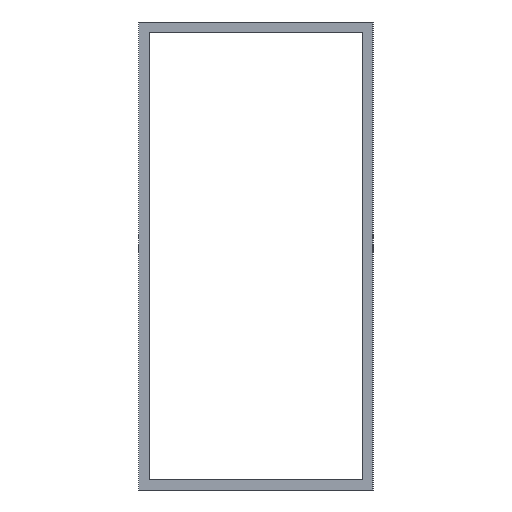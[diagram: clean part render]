
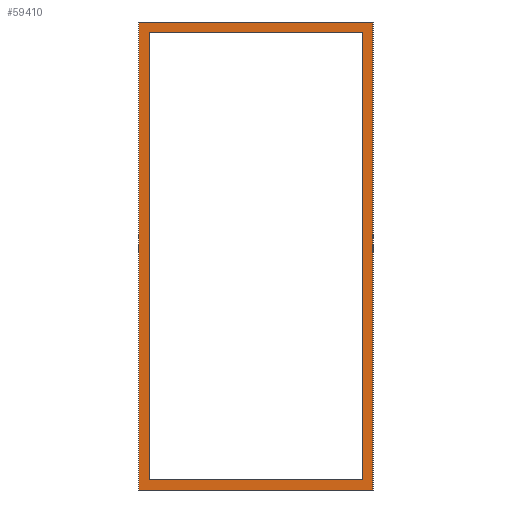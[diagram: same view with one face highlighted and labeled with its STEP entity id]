
A CAD part, left-side view. The second image highlights one B-rep face of the part: STEP entity #59410.
In plain terms, the highlighted planar face has unit normal (-1, 0, 0).
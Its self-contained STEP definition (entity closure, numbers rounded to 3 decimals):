
#28860=CARTESIAN_POINT('',(-12.5,-12.5,0.));
#28870=DIRECTION('',(0.,1.,0.));
#28880=VECTOR('',#28870,1.);
#28890=LINE('',#28860,#28880);
#28900=CARTESIAN_POINT('',(-12.5,-15.,0.));
#28910=VERTEX_POINT('',#28900);
#28920=CARTESIAN_POINT('',(-12.5,15.,0.));
#28930=VERTEX_POINT('',#28920);
#28940=EDGE_CURVE('',#28910,#28930,#28890,.T.);
#58190=CARTESIAN_POINT('',(-12.5,-13.7,1.3));
#58200=VERTEX_POINT('',#58190);
#58230=CARTESIAN_POINT('',(-12.5,-12.5,1.3));
#58240=DIRECTION('',(0.,1.,0.));
#58250=VECTOR('',#58240,1.);
#58260=LINE('',#58230,#58250);
#58270=CARTESIAN_POINT('',(-12.5,13.7,1.3));
#58280=VERTEX_POINT('',#58270);
#58290=EDGE_CURVE('',#58200,#58280,#58260,.T.);
#58720=CARTESIAN_POINT('',(-12.5,-13.7,58.7));
#58730=VERTEX_POINT('',#58720);
#58760=CARTESIAN_POINT('',(-12.5,-13.7,0.));
#58770=DIRECTION('',(0.,0.,1.));
#58780=VECTOR('',#58770,1.);
#58790=LINE('',#58760,#58780);
#58800=EDGE_CURVE('',#58200,#58730,#58790,.T.);
#58930=CARTESIAN_POINT('',(-12.5,-12.5,0.));
#58940=DIRECTION('',(-1.,0.,0.));
#58950=DIRECTION('',(0.,1.,0.));
#58960=AXIS2_PLACEMENT_3D('',#58930,#58940,#58950);
#58970=PLANE('',#58960);
#58980=CARTESIAN_POINT('',(-12.5,13.7,0.));
#58990=DIRECTION('',(0.,0.,1.));
#59000=VECTOR('',#58990,1.);
#59010=LINE('',#58980,#59000);
#59020=CARTESIAN_POINT('',(-12.5,13.7,58.7));
#59030=VERTEX_POINT('',#59020);
#59040=EDGE_CURVE('',#58280,#59030,#59010,.T.);
#59050=ORIENTED_EDGE('',*,*,#59040,.T.);
#59060=ORIENTED_EDGE('',*,*,#58290,.T.);
#59070=ORIENTED_EDGE('',*,*,#58800,.F.);
#59080=CARTESIAN_POINT('',(-12.5,-12.5,58.7));
#59090=DIRECTION('',(0.,1.,0.));
#59100=VECTOR('',#59090,1.);
#59110=LINE('',#59080,#59100);
#59120=EDGE_CURVE('',#58730,#59030,#59110,.T.);
#59130=ORIENTED_EDGE('',*,*,#59120,.F.);
#59140=EDGE_LOOP('',(#59130,#59070,#59060,#59050));
#59150=FACE_BOUND('',#59140,.T.);
#59160=CARTESIAN_POINT('',(-12.5,-12.5,60.));
#59170=DIRECTION('',(0.,1.,0.));
#59180=VECTOR('',#59170,1.);
#59190=LINE('',#59160,#59180);
#59200=CARTESIAN_POINT('',(-12.5,-15.,60.));
#59210=VERTEX_POINT('',#59200);
#59220=CARTESIAN_POINT('',(-12.5,15.,60.));
#59230=VERTEX_POINT('',#59220);
#59240=EDGE_CURVE('',#59210,#59230,#59190,.T.);
#59250=ORIENTED_EDGE('',*,*,#59240,.T.);
#59260=CARTESIAN_POINT('',(-12.5,-15.,0.));
#59270=DIRECTION('',(0.,0.,1.));
#59280=VECTOR('',#59270,1.);
#59290=LINE('',#59260,#59280);
#59300=EDGE_CURVE('',#28910,#59210,#59290,.T.);
#59310=ORIENTED_EDGE('',*,*,#59300,.T.);
#59320=ORIENTED_EDGE('',*,*,#28940,.F.);
#59330=CARTESIAN_POINT('',(-12.5,15.,0.));
#59340=DIRECTION('',(0.,0.,1.));
#59350=VECTOR('',#59340,1.);
#59360=LINE('',#59330,#59350);
#59370=EDGE_CURVE('',#28930,#59230,#59360,.T.);
#59380=ORIENTED_EDGE('',*,*,#59370,.F.);
#59390=EDGE_LOOP('',(#59380,#59320,#59310,#59250));
#59400=FACE_OUTER_BOUND('',#59390,.T.);
#59410=ADVANCED_FACE('',(#59150,#59400),#58970,.T.);
